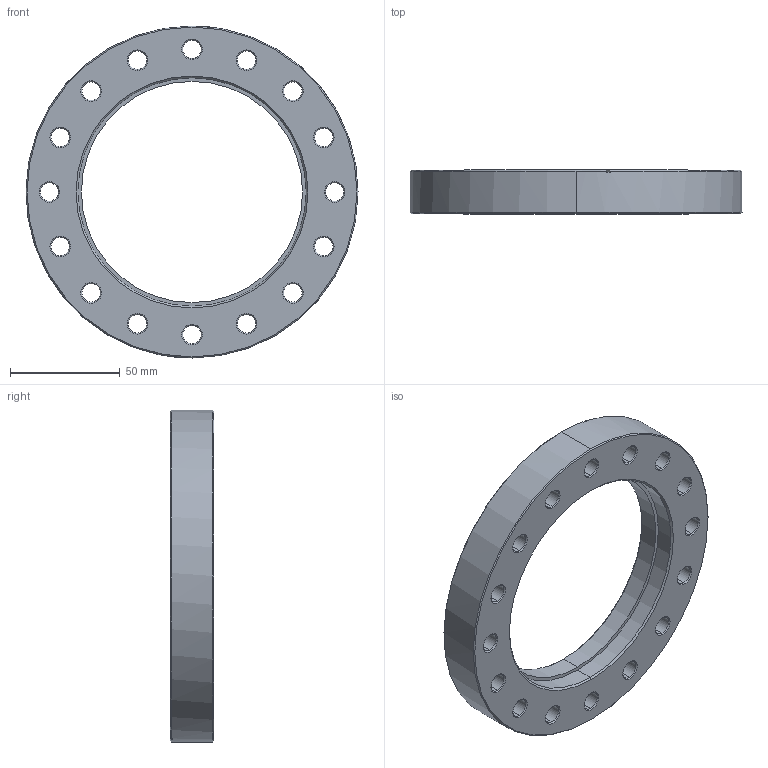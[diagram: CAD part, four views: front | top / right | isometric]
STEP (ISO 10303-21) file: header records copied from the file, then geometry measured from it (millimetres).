
FILE_DESCRIPTION (( 'STEP AP214' ), '1' );
FILE_NAME ('Hositrad_CF100-104-Weldflange.STEP', '2011-05-23T09:45:36', ( '' ), ( '' ), 'SwSTEP 2.0', 'SolidWorks 2011', '' );
FILE_SCHEMA (( 'AUTOMOTIVE_DESIGN' ));
Length unit declared in the file: millimetre
Products named in the file (1): Hositrad_CF100-104-Weldflange
Bounding box: 151.6 x 19.9 x 151.6 mm (x, y, z)
Volume: 172909.9 mm3; surface area: 42192.3 mm2
Topology: 1 solids, 1 shells, 130 faces, 304 edges, 177 vertices
Faces by surface type: cone 77, cylinder 40, plane 11, torus 2
Entity records: 4181 total; most frequent: DIRECTION 731, CARTESIAN_POINT 624, ORIENTED_EDGE 608, EDGE_CURVE 304, AXIS2_PLACEMENT_3D 300, VERTEX_POINT 177, CIRCLE 169, EDGE_LOOP 165
